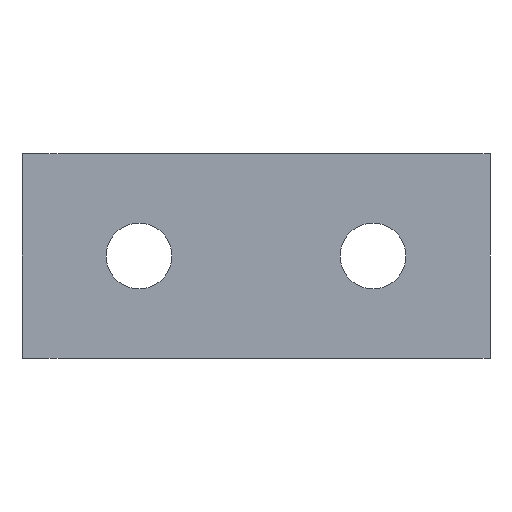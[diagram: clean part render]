
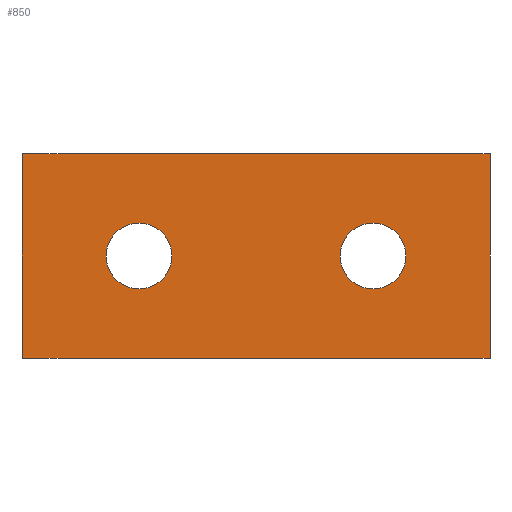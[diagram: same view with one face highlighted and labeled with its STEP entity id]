
A CAD part, front view. The second image highlights one B-rep face of the part: STEP entity #850.
In plain terms, the highlighted planar face has unit normal (0, -1, 0).
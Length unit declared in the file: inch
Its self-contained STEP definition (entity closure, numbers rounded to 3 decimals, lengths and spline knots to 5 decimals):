
#43 = EDGE_LOOP ( 'NONE', ( #137, #1011 ) ) ;
#70 = DIRECTION ( 'NONE',  ( 1., 0., 0. ) ) ;
#84 = EDGE_CURVE ( 'NONE', #674, #1146, #540, .T. ) ;
#86 = EDGE_LOOP ( 'NONE', ( #742, #853 ) ) ;
#94 = VERTEX_POINT ( 'NONE', #211 ) ;
#103 = AXIS2_PLACEMENT_3D ( 'NONE', #1284, #1064, #816 ) ;
#120 = CARTESIAN_POINT ( 'NONE',  ( 2., 0., -0.4375 ) ) ;
#122 = CARTESIAN_POINT ( 'NONE',  ( 0., 0., 0.4375 ) ) ;
#132 = CARTESIAN_POINT ( 'NONE',  ( 2., 0., 0.4375 ) ) ;
#137 = ORIENTED_EDGE ( 'NONE', *, *, #316, .F. ) ;
#139 = AXIS2_PLACEMENT_3D ( 'NONE', #789, #898, #160 ) ;
#154 = VECTOR ( 'NONE', #1528, 39.37008 ) ;
#160 = DIRECTION ( 'NONE',  ( 0., 0., -1. ) ) ;
#173 = CARTESIAN_POINT ( 'NONE',  ( 0., 0., 0.4375 ) ) ;
#211 = CARTESIAN_POINT ( 'NONE',  ( 0., 0., 0.4375 ) ) ;
#218 = CIRCLE ( 'NONE', #1402, 0.1405 ) ;
#220 = LINE ( 'NONE', #1160, #1395 ) ;
#231 = LINE ( 'NONE', #1166, #768 ) ;
#249 = VERTEX_POINT ( 'NONE', #748 ) ;
#271 = ORIENTED_EDGE ( 'NONE', *, *, #545, .F. ) ;
#310 = LINE ( 'NONE', #465, #154 ) ;
#316 = EDGE_CURVE ( 'NONE', #249, #1536, #860, .T. ) ;
#342 = ORIENTED_EDGE ( 'NONE', *, *, #625, .F. ) ;
#368 = FACE_OUTER_BOUND ( 'NONE', #1362, .T. ) ;
#375 = DIRECTION ( 'NONE',  ( 0., 1., 0. ) ) ;
#379 = CARTESIAN_POINT ( 'NONE',  ( 0., 0., -0.4375 ) ) ;
#386 = ORIENTED_EDGE ( 'NONE', *, *, #561, .F. ) ;
#465 = CARTESIAN_POINT ( 'NONE',  ( 0., 0., -0.4375 ) ) ;
#471 = ORIENTED_EDGE ( 'NONE', *, *, #1238, .F. ) ;
#479 = EDGE_CURVE ( 'NONE', #1146, #674, #713, .T. ) ;
#498 = DIRECTION ( 'NONE',  ( 0., -1., 0. ) ) ;
#540 = CIRCLE ( 'NONE', #103, 0.1405 ) ;
#545 = EDGE_CURVE ( 'NONE', #94, #861, #1491, .T. ) ;
#561 = EDGE_CURVE ( 'NONE', #861, #1439, #220, .T. ) ;
#600 = CARTESIAN_POINT ( 'NONE',  ( 0.5, 0., 0. ) ) ;
#621 = DIRECTION ( 'NONE',  ( 0., 0., -1. ) ) ;
#625 = EDGE_CURVE ( 'NONE', #1439, #1391, #310, .T. ) ;
#674 = VERTEX_POINT ( 'NONE', #1294 ) ;
#685 = CARTESIAN_POINT ( 'NONE',  ( 1.5, 0., 0.1405 ) ) ;
#713 = CIRCLE ( 'NONE', #139, 0.1405 ) ;
#742 = ORIENTED_EDGE ( 'NONE', *, *, #84, .F. ) ;
#748 = CARTESIAN_POINT ( 'NONE',  ( 0.5, 0., -0.1405 ) ) ;
#768 = VECTOR ( 'NONE', #1279, 39.37008 ) ;
#770 = FACE_BOUND ( 'NONE', #43, .T. ) ;
#789 = CARTESIAN_POINT ( 'NONE',  ( 1.5, 0., 0. ) ) ;
#816 = DIRECTION ( 'NONE',  ( 0., 0., -1. ) ) ;
#850 = ADVANCED_FACE ( 'NONE', ( #368, #1382, #770 ), #862, .F. ) ;
#853 = ORIENTED_EDGE ( 'NONE', *, *, #479, .F. ) ;
#860 = CIRCLE ( 'NONE', #1306, 0.1405 ) ;
#861 = VERTEX_POINT ( 'NONE', #132 ) ;
#862 = PLANE ( 'NONE',  #1022 ) ;
#875 = CARTESIAN_POINT ( 'NONE',  ( 0.5, 0., 0.1405 ) ) ;
#898 = DIRECTION ( 'NONE',  ( 0., -1., 0. ) ) ;
#934 = DIRECTION ( 'NONE',  ( 0., 0., -1. ) ) ;
#957 = DIRECTION ( 'NONE',  ( 0., 0., -1. ) ) ;
#1011 = ORIENTED_EDGE ( 'NONE', *, *, #1312, .F. ) ;
#1022 = AXIS2_PLACEMENT_3D ( 'NONE', #122, #375, #1208 ) ;
#1064 = DIRECTION ( 'NONE',  ( 0., -1., 0. ) ) ;
#1094 = CARTESIAN_POINT ( 'NONE',  ( 0.5, 0., 0. ) ) ;
#1144 = VECTOR ( 'NONE', #70, 39.37008 ) ;
#1146 = VERTEX_POINT ( 'NONE', #685 ) ;
#1160 = CARTESIAN_POINT ( 'NONE',  ( 2., 0., 0.4375 ) ) ;
#1166 = CARTESIAN_POINT ( 'NONE',  ( 0., 0., 0.4375 ) ) ;
#1208 = DIRECTION ( 'NONE',  ( 0., 0., 1. ) ) ;
#1238 = EDGE_CURVE ( 'NONE', #1391, #94, #231, .T. ) ;
#1279 = DIRECTION ( 'NONE',  ( 0., 0., 1. ) ) ;
#1284 = CARTESIAN_POINT ( 'NONE',  ( 1.5, 0., 0. ) ) ;
#1294 = CARTESIAN_POINT ( 'NONE',  ( 1.5, 0., -0.1405 ) ) ;
#1306 = AXIS2_PLACEMENT_3D ( 'NONE', #1094, #498, #621 ) ;
#1312 = EDGE_CURVE ( 'NONE', #1536, #249, #218, .T. ) ;
#1362 = EDGE_LOOP ( 'NONE', ( #386, #271, #471, #342 ) ) ;
#1382 = FACE_BOUND ( 'NONE', #86, .T. ) ;
#1391 = VERTEX_POINT ( 'NONE', #379 ) ;
#1395 = VECTOR ( 'NONE', #934, 39.37008 ) ;
#1402 = AXIS2_PLACEMENT_3D ( 'NONE', #600, #1521, #957 ) ;
#1439 = VERTEX_POINT ( 'NONE', #120 ) ;
#1491 = LINE ( 'NONE', #173, #1144 ) ;
#1521 = DIRECTION ( 'NONE',  ( 0., -1., 0. ) ) ;
#1528 = DIRECTION ( 'NONE',  ( -1., 0., 0. ) ) ;
#1536 = VERTEX_POINT ( 'NONE', #875 ) ;
